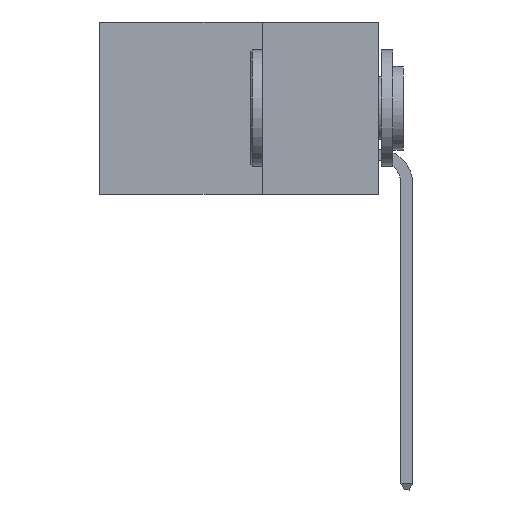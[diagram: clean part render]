
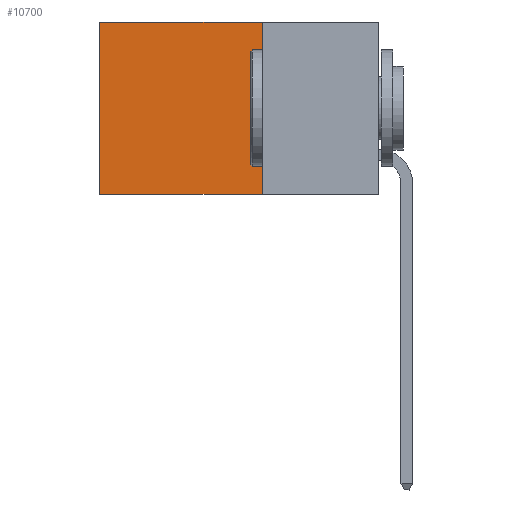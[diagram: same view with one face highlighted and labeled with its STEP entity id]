
A CAD part, left-side view. The second image highlights one B-rep face of the part: STEP entity #10700.
In plain terms, the highlighted planar face has unit normal (-1, 0, 0).
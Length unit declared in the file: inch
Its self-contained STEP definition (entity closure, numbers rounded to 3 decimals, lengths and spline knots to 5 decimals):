
#174 = FACE_OUTER_BOUND ( 'NONE', #21148, .T. ) ;
#1471 = ORIENTED_EDGE ( 'NONE', *, *, #4198, .F. ) ;
#1564 = CARTESIAN_POINT ( 'NONE',  ( 0.298, 0.6, 0. ) ) ;
#1753 = CARTESIAN_POINT ( 'NONE',  ( 0.298, 0.25, -0.37 ) ) ;
#2182 = DIRECTION ( 'NONE',  ( 0., 0., -1. ) ) ;
#2629 = VECTOR ( 'NONE', #14937, 39.37008 ) ;
#2688 = EDGE_CURVE ( 'NONE', #15459, #9349, #4210, .T. ) ;
#3001 = ORIENTED_EDGE ( 'NONE', *, *, #2688, .T. ) ;
#3674 = LINE ( 'NONE', #16127, #11999 ) ;
#3745 = DIRECTION ( 'NONE',  ( 1., 0., 0. ) ) ;
#4198 = EDGE_CURVE ( 'NONE', #15459, #14349, #3674, .T. ) ;
#4210 = LINE ( 'NONE', #12497, #4480 ) ;
#4480 = VECTOR ( 'NONE', #14090, 39.37008 ) ;
#4593 = DIRECTION ( 'NONE',  ( 0., 0., -1. ) ) ;
#4717 = ORIENTED_EDGE ( 'NONE', *, *, #13954, .T. ) ;
#5234 = CARTESIAN_POINT ( 'NONE',  ( 0.298, 0.25, 0. ) ) ;
#5825 = ORIENTED_EDGE ( 'NONE', *, *, #9002, .F. ) ;
#6814 = AXIS2_PLACEMENT_3D ( 'NONE', #15127, #3745, #2182 ) ;
#6880 = CARTESIAN_POINT ( 'NONE',  ( 0.298, 0.25, -0.37 ) ) ;
#8180 = LINE ( 'NONE', #1753, #10517 ) ;
#9002 = EDGE_CURVE ( 'NONE', #14349, #11135, #8180, .T. ) ;
#9349 = VERTEX_POINT ( 'NONE', #21311 ) ;
#10517 = VECTOR ( 'NONE', #14978, 39.37008 ) ;
#10700 = ADVANCED_FACE ( 'NONE', ( #174 ), #11616, .F. ) ;
#11135 = VERTEX_POINT ( 'NONE', #18522 ) ;
#11616 = PLANE ( 'NONE',  #6814 ) ;
#11999 = VECTOR ( 'NONE', #4593, 39.37008 ) ;
#12497 = CARTESIAN_POINT ( 'NONE',  ( 0.298, 0.25, 0. ) ) ;
#13954 = EDGE_CURVE ( 'NONE', #9349, #11135, #15572, .T. ) ;
#14090 = DIRECTION ( 'NONE',  ( 0., 1., 0. ) ) ;
#14349 = VERTEX_POINT ( 'NONE', #6880 ) ;
#14937 = DIRECTION ( 'NONE',  ( 0., 0., -1. ) ) ;
#14978 = DIRECTION ( 'NONE',  ( 0., 1., 0. ) ) ;
#15127 = CARTESIAN_POINT ( 'NONE',  ( 0.298, 0.25, 0. ) ) ;
#15459 = VERTEX_POINT ( 'NONE', #5234 ) ;
#15572 = LINE ( 'NONE', #1564, #2629 ) ;
#16127 = CARTESIAN_POINT ( 'NONE',  ( 0.298, 0.25, 0. ) ) ;
#18522 = CARTESIAN_POINT ( 'NONE',  ( 0.298, 0.6, -0.37 ) ) ;
#21148 = EDGE_LOOP ( 'NONE', ( #4717, #5825, #1471, #3001 ) ) ;
#21311 = CARTESIAN_POINT ( 'NONE',  ( 0.298, 0.6, 0. ) ) ;
